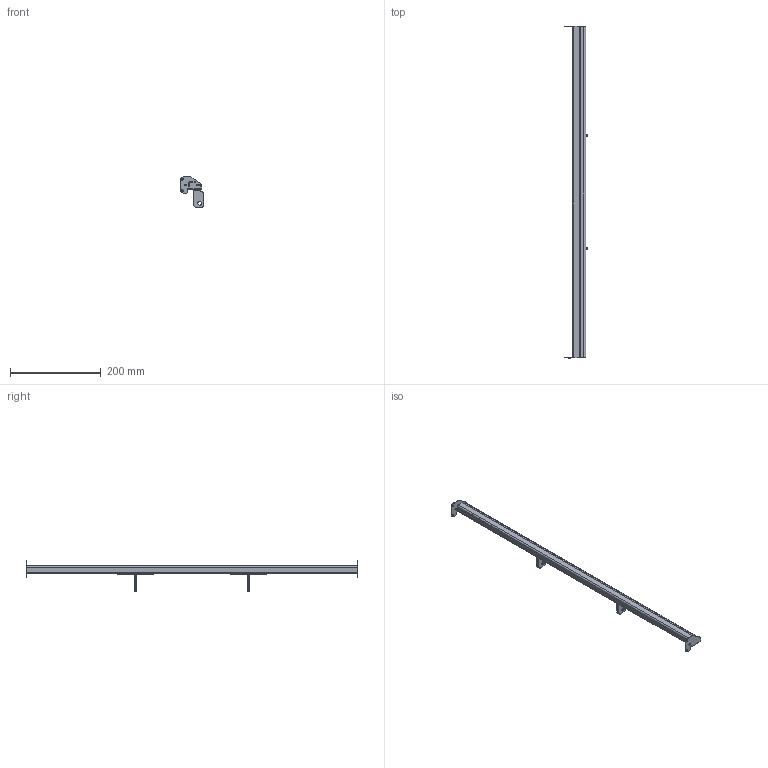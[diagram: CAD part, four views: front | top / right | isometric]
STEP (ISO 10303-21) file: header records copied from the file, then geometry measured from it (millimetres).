
FILE_DESCRIPTION((''),'2;1');
FILE_NAME('001338900_BL_WP_2_ASM','2023-03-06T13:52:29',('klemen.sitar'),('Audax d.o.o.'),'CREO PARAMETRIC BY PTC INC, 2021304','CREO PARAMETRIC BY PTC INC, 2021304','');
FILE_SCHEMA(('AP242_MANAGED_MODEL_BASED_3D_ENGINEERING_MIM_LF { 1 0 10303 442 1 1 4 }'));
Length unit declared in the file: millimetre
Products named in the file (14): PRT0008_1_1_1_1; GHD_1_1; PRT0003_1; ASM0001_ASM; GHD_1_1_1; PRT0003_1_1; 001338900_BL_WP_2_ASM_1_ASM_1_1_ASM; PRT0010_1_1_1_1_1_2; PRT0010_1_2_1_1_1_2; PRT0010_1_ASM_1_ASM_1_1_2_ASM; PRT0010_1_1_1_1_1_2_3; PRT0010_1_2_1_1_1_2_3; PRT0010_1_ASM_1_ASM_1_1_2_3_ASM; 001338900_BL_WP_2_ASM
Assembly tree (13 placements, depth 3):
  001338900_BL_WP_2_ASM
    ASM0001_ASM
      PRT0008_1_1_1_1
      GHD_1_1
      PRT0003_1
    001338900_BL_WP_2_ASM_1_ASM_1_1_ASM
      GHD_1_1_1
      PRT0003_1_1
    PRT0010_1_ASM_1_ASM_1_1_2_ASM
      PRT0010_1_1_1_1_1_2
      PRT0010_1_2_1_1_1_2
    PRT0010_1_ASM_1_ASM_1_1_2_3_ASM
      PRT0010_1_1_1_1_1_2_3
      PRT0010_1_2_1_1_1_2_3
Bounding box: 51.01 x 733.6 x 67 mm (x, y, z)
Volume: 117345.9 mm3; surface area: 124428.8 mm2
Topology: 7 solids, 7 shells, 150 faces, 404 edges, 268 vertices
Faces by surface type: cylinder 78, plane 72
Entity records: 7672 total; most frequent: CARTESIAN_POINT 928, DIRECTION 920, ORIENTED_EDGE 808, EDGE_CURVE 404, AXIS2_PLACEMENT_3D 338, PRESENTATION_STYLE_ASSIGNMENT 294, STYLED_ITEM 294, VERTEX_POINT 268
